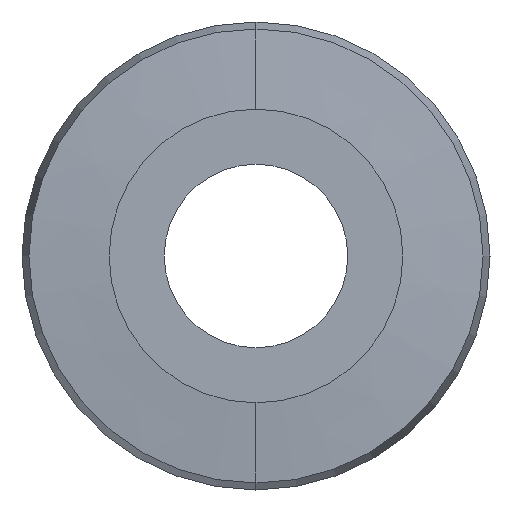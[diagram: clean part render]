
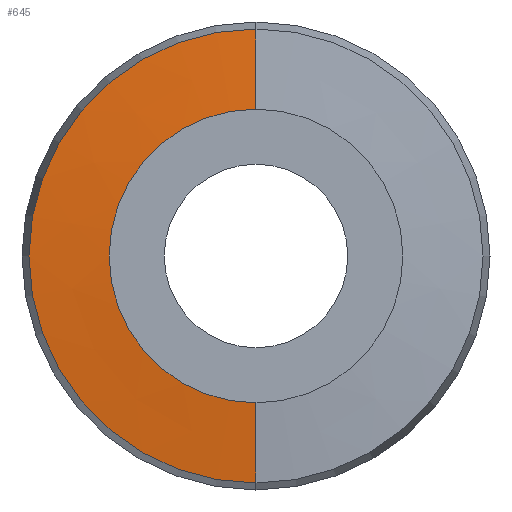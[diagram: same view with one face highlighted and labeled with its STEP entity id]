
A CAD part, left-side view. The second image highlights one B-rep face of the part: STEP entity #645.
In plain terms, the highlighted conical face has half-angle 85 degrees and reference radius 8 mm.
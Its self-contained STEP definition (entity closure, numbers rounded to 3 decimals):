
#65 = DIRECTION ( 'NONE',  ( 0., 0., 1. ) ) ;
#67 = DIRECTION ( 'NONE',  ( -1., 0., 0. ) ) ;
#190 = CARTESIAN_POINT ( 'NONE',  ( -24.568, 0., 0. ) ) ;
#227 = AXIS2_PLACEMENT_3D ( 'NONE', #337, #285, #281 ) ;
#238 = VECTOR ( 'NONE', #520, 1000. ) ;
#257 = LINE ( 'NONE', #344, #238 ) ;
#260 = CARTESIAN_POINT ( 'NONE',  ( -24.568, 0., 12.37 ) ) ;
#276 = CIRCLE ( 'NONE', #227, 8. ) ;
#281 = DIRECTION ( 'NONE',  ( 0., 0., 1. ) ) ;
#285 = DIRECTION ( 'NONE',  ( -1., 0., 0. ) ) ;
#307 = EDGE_CURVE ( 'NONE', #1440, #1313, #818, .T. ) ;
#337 = CARTESIAN_POINT ( 'NONE',  ( -24.95, 0., 0. ) ) ;
#344 = CARTESIAN_POINT ( 'NONE',  ( -24.95, 0., -8. ) ) ;
#406 = CARTESIAN_POINT ( 'NONE',  ( -24.95, 0., -8. ) ) ;
#420 = CARTESIAN_POINT ( 'NONE',  ( -24.95, 0., 8. ) ) ;
#489 = ORIENTED_EDGE ( 'NONE', *, *, #1274, .F. ) ;
#509 = ORIENTED_EDGE ( 'NONE', *, *, #1438, .T. ) ;
#520 = DIRECTION ( 'NONE',  ( 0.087, 0., -0.996 ) ) ;
#544 = CARTESIAN_POINT ( 'NONE',  ( -24.95, 0., 8. ) ) ;
#582 = VERTEX_POINT ( 'NONE', #879 ) ;
#586 = EDGE_LOOP ( 'NONE', ( #1213, #1396, #509, #489 ) ) ;
#588 = DIRECTION ( 'NONE',  ( 0.087, 0., 0.996 ) ) ;
#608 = DIRECTION ( 'NONE',  ( 1., 0., 0. ) ) ;
#634 = CARTESIAN_POINT ( 'NONE',  ( -24.95, 0., 0. ) ) ;
#645 = ADVANCED_FACE ( 'NONE', ( #1285 ), #1253, .T. ) ;
#652 = DIRECTION ( 'NONE',  ( 0., 0., -1. ) ) ;
#818 = LINE ( 'NONE', #544, #822 ) ;
#822 = VECTOR ( 'NONE', #588, 1000. ) ;
#879 = CARTESIAN_POINT ( 'NONE',  ( -24.568, 0., -12.37 ) ) ;
#1121 = AXIS2_PLACEMENT_3D ( 'NONE', #634, #608, #652 ) ;
#1213 = ORIENTED_EDGE ( 'NONE', *, *, #1270, .F. ) ;
#1248 = VERTEX_POINT ( 'NONE', #406 ) ;
#1253 = CONICAL_SURFACE ( 'NONE', #1121, 8., 1.484 ) ;
#1254 = AXIS2_PLACEMENT_3D ( 'NONE', #190, #67, #65 ) ;
#1270 = EDGE_CURVE ( 'NONE', #1440, #1248, #276, .T. ) ;
#1274 = EDGE_CURVE ( 'NONE', #1248, #582, #257, .T. ) ;
#1285 = FACE_OUTER_BOUND ( 'NONE', #586, .T. ) ;
#1313 = VERTEX_POINT ( 'NONE', #260 ) ;
#1345 = CIRCLE ( 'NONE', #1254, 12.37 ) ;
#1396 = ORIENTED_EDGE ( 'NONE', *, *, #307, .T. ) ;
#1438 = EDGE_CURVE ( 'NONE', #1313, #582, #1345, .T. ) ;
#1440 = VERTEX_POINT ( 'NONE', #420 ) ;
